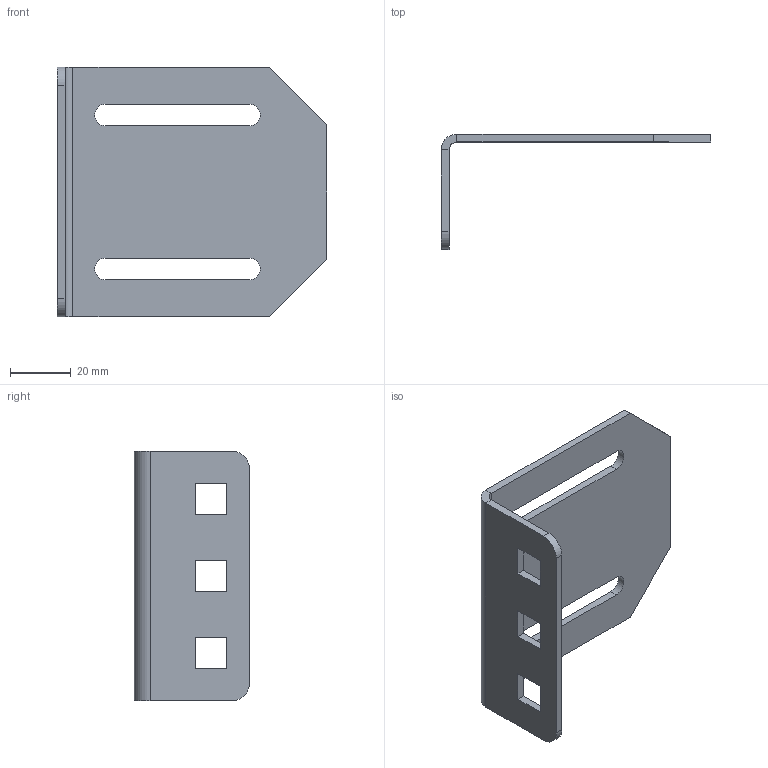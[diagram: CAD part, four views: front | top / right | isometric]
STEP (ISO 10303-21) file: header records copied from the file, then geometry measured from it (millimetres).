
FILE_DESCRIPTION((''),'2;1');
FILE_NAME('156759_SW','2011-10-06T',('banengservice'),('BANNER ENGINEERING'),'PRO/ENGINEER BY PARAMETRIC TECHNOLOGY CORPORATION, 2009141','PRO/ENGINEER BY PARAMETRIC TECHNOLOGY CORPORATION, 2009141','');
FILE_SCHEMA(('CONFIG_CONTROL_DESIGN'));
Length unit declared in the file: inch
Products named in the file (1): 156759_SW
Bounding box: 89 x 38.1 x 82.5 mm (x, y, z)
Volume: 22560.5 mm3; surface area: 19289.3 mm2
Topology: 1 solids, 1 shells, 278 faces, 781 edges, 518 vertices
Faces by surface type: plane 270, cylinder 8
Entity records: 8837 total; most frequent: CARTESIAN_POINT 1577, ORIENTED_EDGE 1562, DIRECTION 1353, EDGE_CURVE 781, VECTOR 765, LINE 765, VERTEX_POINT 518, EDGE_LOOP 301
